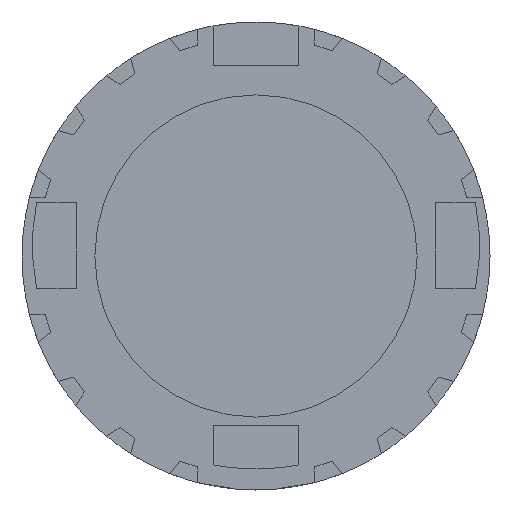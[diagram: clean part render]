
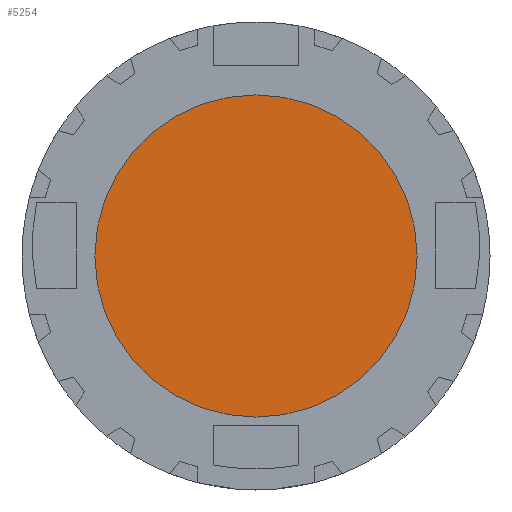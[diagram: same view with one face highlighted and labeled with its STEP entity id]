
A CAD part, front view. The second image highlights one B-rep face of the part: STEP entity #5254.
In plain terms, the highlighted planar face has unit normal (0, -1, 0).
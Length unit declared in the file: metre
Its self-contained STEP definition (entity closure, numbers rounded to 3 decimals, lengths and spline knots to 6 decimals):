
#4973=CARTESIAN_POINT('',(-0.000969,-0.015894,0.));
#4974=DIRECTION('',(0.,-1.,0.));
#4975=DIRECTION('',(0.,0.,-1.));
#4976=AXIS2_PLACEMENT_3D('',#4973,#4974,#4975);
#4981=CARTESIAN_POINT('',(-0.000969,-0.015894,0.));
#4982=DIRECTION('',(0.,-1.,0.));
#4983=DIRECTION('',(0.,0.,1.));
#4984=AXIS2_PLACEMENT_3D('',#4981,#4982,#4983);
#5220=CARTESIAN_POINT('',(-0.000969,-0.015894,0.0105));
#5222=VERTEX_POINT('',#5220);
#5224=CARTESIAN_POINT('',(-0.000969,-0.015894,-0.0105));
#5226=VERTEX_POINT('',#5224);
#5243=CARTESIAN_POINT('',(-0.000969,-0.015894,0.));
#5244=DIRECTION('',(0.,1.,0.));
#5245=DIRECTION('',(0.,0.,1.));
#5246=AXIS2_PLACEMENT_3D('',#5243,#5244,#5245);
#5247=PLANE('',#5246);
#5249=ORIENTED_EDGE('',*,*,#5248,.F.);
#5251=ORIENTED_EDGE('',*,*,#5250,.F.);
#5252=EDGE_LOOP('',(#5249,#5251));
#5253=FACE_OUTER_BOUND('',#5252,.F.);
#4977=CIRCLE('',#4976,0.0105);
#4985=CIRCLE('',#4984,0.0105);
#5248=EDGE_CURVE('',#5226,#5222,#4977,.T.);
#5250=EDGE_CURVE('',#5222,#5226,#4985,.T.);
#5254=ADVANCED_FACE('',(#5253),#5247,.F.);
